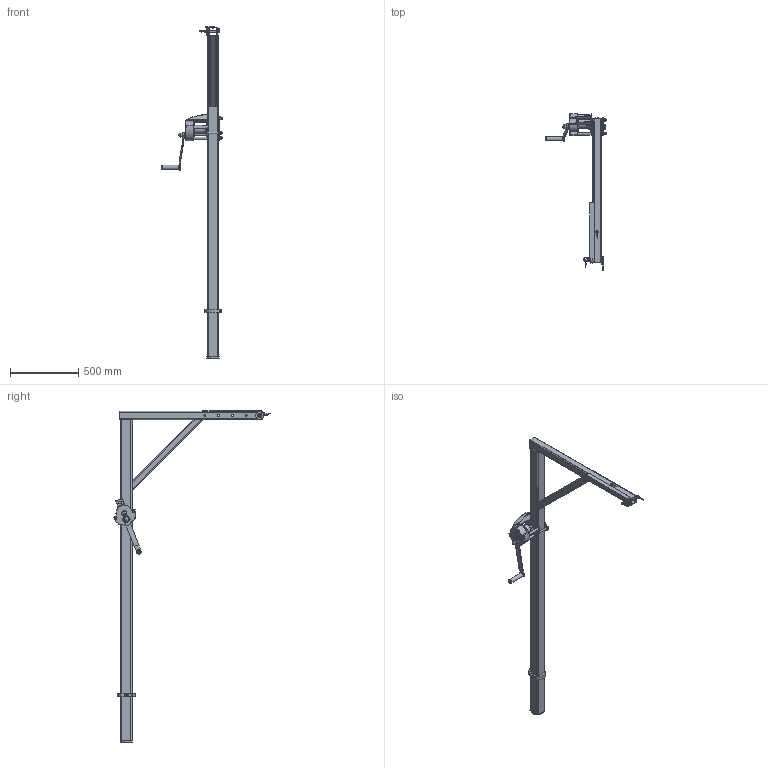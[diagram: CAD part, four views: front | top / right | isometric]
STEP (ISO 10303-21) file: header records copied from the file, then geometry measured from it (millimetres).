
FILE_DESCRIPTION(('STEP AP214'),'1');
FILE_NAME('PMH Haacon Svängkran 207134.stp','2013-06-26T08:40:25',(' '),(' '),'Spatial InterOp 3D',' ',' ');
FILE_SCHEMA(('automotive_design'));
Length unit declared in the file: millimetre
Products named in the file (29): 39; 24; 23; 22; 20; 18; 16; 15; 14; 13; 12; 11; 6; 25; 5; 4; 3; 2; 1; PMH Haacon Sv_ngkran 207134; 38; 37; 36; 35; 32; 28; 27; 26; 29
Assembly tree (39 placements, depth 5):
  PMH Haacon Sv_ngkran 207134
    39
      24
      23
      22  x2
      20  x2
      18  x2
      16
      15
      14
      13
      12  x3
      11  x3
      6
      25
        5
        4
        3
        2
        1
    38
      37
      36
      35  x3
      32  x3
      29
        28
          27
          26
Bounding box: 439.9 x 1150.86 x 2427.4 mm (x, y, z)
Volume: 5615665.4 mm3; surface area: 2563677.1 mm2
Topology: 33 solids, 34 shells, 834 faces, 1980 edges, 1279 vertices
Faces by surface type: plane 439, cylinder 240, cone 116, torus 31, bspline 7, sphere 1
Full cylindrical faces by diameter (mm): 2 x12, 2.66 x2, 2.8 x10, 3.5 x2, 4.2 x2, 4.4 x1, 5 x3, 5.5 x4, 6 x3, 6.4 x1, 8 x2, 10 x1, 10.2 x3, 12 x7, 12.5 x2, 13 x6, 14 x1, 14.2 x1, 14.5 x10, 15 x1, 16 x7, 17 x2, 18 x4, 20 x3, 28 x1, 30 x4, 32 x1, 36 x1, 40 x3, 40.2 x1
Entity records: 31819 total; most frequent: CARTESIAN_POINT 10609, DIRECTION 3212, ORIENTED_EDGE 2864, EDGE_CURVE 1432, AXIS2_PLACEMENT_3D 1212, VERTEX_POINT 1020, EDGE_LOOP 951, LINE 788
